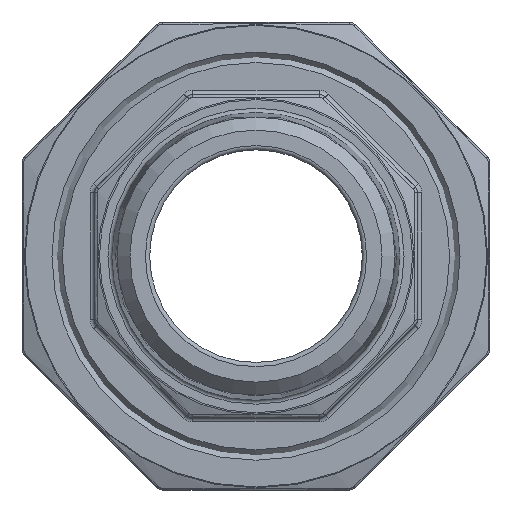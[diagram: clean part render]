
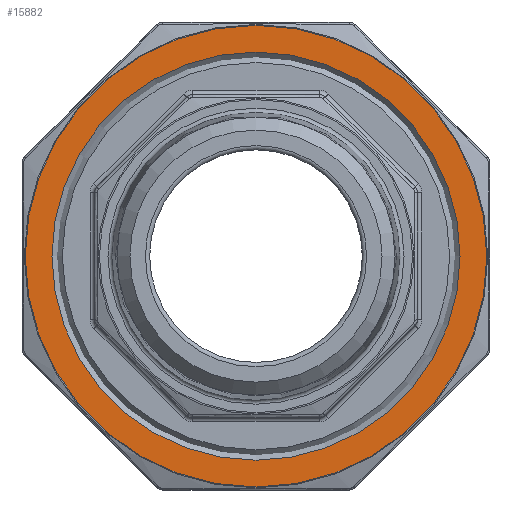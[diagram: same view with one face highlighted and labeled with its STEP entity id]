
A CAD part, left-side view. The second image highlights one B-rep face of the part: STEP entity #15882.
In plain terms, the highlighted planar face has unit normal (-1, 0, 0).
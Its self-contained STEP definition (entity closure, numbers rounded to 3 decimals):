
#1106 = EDGE_LOOP ( 'NONE', ( #4998 ) ) ;
#1382 = EDGE_LOOP ( 'NONE', ( #19045 ) ) ;
#1582 = AXIS2_PLACEMENT_3D ( 'NONE', #16068, #6988, #19012 ) ;
#1925 = CARTESIAN_POINT ( 'NONE',  ( -11.5, 0., 27.147 ) ) ;
#2658 = FACE_BOUND ( 'NONE', #1382, .T. ) ;
#2804 = CARTESIAN_POINT ( 'NONE',  ( -11.5, 0., -24. ) ) ;
#3390 = DIRECTION ( 'NONE',  ( 0., 0., 1. ) ) ;
#3489 = DIRECTION ( 'NONE',  ( -1., 0., 0. ) ) ;
#4998 = ORIENTED_EDGE ( 'NONE', *, *, #16791, .T. ) ;
#5594 = EDGE_CURVE ( 'NONE', #7341, #7341, #10357, .T. ) ;
#6988 = DIRECTION ( 'NONE',  ( 1., 0., 0. ) ) ;
#7341 = VERTEX_POINT ( 'NONE', #2804 ) ;
#8733 = CARTESIAN_POINT ( 'NONE',  ( -11.5, 37.92, 0. ) ) ;
#10127 = FACE_OUTER_BOUND ( 'NONE', #1106, .T. ) ;
#10357 = CIRCLE ( 'NONE', #1582, 24. ) ;
#11503 = PLANE ( 'NONE',  #18740 ) ;
#13911 = CARTESIAN_POINT ( 'NONE',  ( -11.5, 0., 0. ) ) ;
#14755 = DIRECTION ( 'NONE',  ( 0., 0., 1. ) ) ;
#15882 = ADVANCED_FACE ( 'NONE', ( #10127, #2658 ), #11503, .T. ) ;
#15955 = CIRCLE ( 'NONE', #16590, 27.147 ) ;
#16068 = CARTESIAN_POINT ( 'NONE',  ( -11.5, 0., 0. ) ) ;
#16590 = AXIS2_PLACEMENT_3D ( 'NONE', #13911, #3489, #3390 ) ;
#16791 = EDGE_CURVE ( 'NONE', #18255, #18255, #15955, .T. ) ;
#18255 = VERTEX_POINT ( 'NONE', #1925 ) ;
#18740 = AXIS2_PLACEMENT_3D ( 'NONE', #8733, #19313, #14755 ) ;
#19012 = DIRECTION ( 'NONE',  ( 0., 0., -1. ) ) ;
#19045 = ORIENTED_EDGE ( 'NONE', *, *, #5594, .T. ) ;
#19313 = DIRECTION ( 'NONE',  ( -1., 0., 0. ) ) ;
